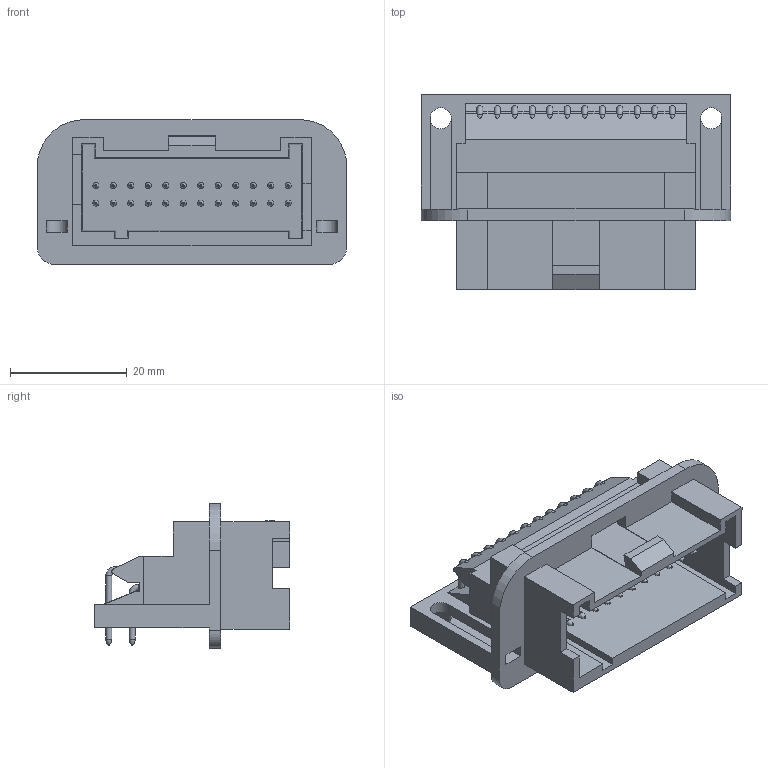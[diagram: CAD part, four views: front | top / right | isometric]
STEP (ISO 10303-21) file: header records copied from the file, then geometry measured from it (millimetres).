
FILE_DESCRIPTION(/* description */ ('STEP AP214'),/* implementation_level */ '2;1');
FILE_NAME(/* name */ '12092886',/* time_stamp */ '2025-08-07T19:37:27+02:00',/* author */ ('License CC BY-ND 4.0'),/* organization */ ('CADENAS'),/* preprocessor_version */ 'ST-DEVELOPER v19.3',/* originating_system */ 'PARTsolutions',/* authorisation */ ' ');
FILE_SCHEMA (('AUTOMOTIVE_DESIGN {1 0 10303 214 3 1 1}'));
Length unit declared in the file: millimetre
Products named in the file (2): 12092886; 12092886_PART1
Assembly tree (1 placements, depth 2):
  12092886
    12092886_PART1
Bounding box: 53.1 x 33.5 x 24.8 mm (x, y, z)
Volume: 10959.8 mm3; surface area: 11208.1 mm2
Topology: 1 solids, 1 shells, 338 faces, 1101 edges, 736 vertices
Faces by surface type: cylinder 129, plane 89, bspline 48, sphere 48, torus 24
Full cylindrical faces by diameter (mm): 1.03 x96
Entity records: 10749 total; most frequent: CARTESIAN_POINT 3173, DIRECTION 1491, ORIENTED_EDGE 1362, EDGE_CURVE 681, EDGE_LOOP 629, FACE_BOUND 629, AXIS2_PLACEMENT_3D 598, VERTEX_POINT 532
